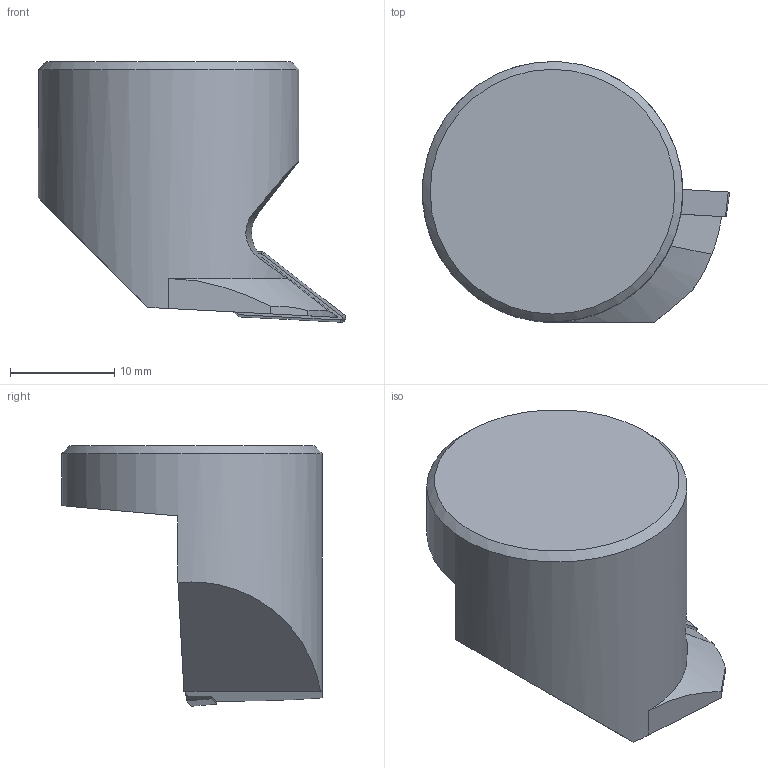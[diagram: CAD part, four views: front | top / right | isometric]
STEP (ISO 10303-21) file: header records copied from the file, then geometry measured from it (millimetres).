
FILE_DESCRIPTION(/* description */ (''),/* implementation_level */ '2;1');
FILE_NAME(/* name */ '1535711960950.stp',/* time_stamp */ '2018-08-31T16:09:37+06:00',/* author */ (''),/* organization */ ('SMS'),/* preprocessor_version */ 'ST-DEVELOPER v15',/* originating_system */ 'SIEMENS PLM Software NX 8.5',/* authorisation */ '');
FILE_SCHEMA (('AUTOMOTIVE_DESIGN { 1 0 10303 214 3 1 1 1 }'));
Length unit declared in the file: millimetre
Products named in the file (4): ASSEMBLY_CONSTRUCTION; IsoTurningInsert; 201817972mod000_00; 201817970mod000_00
Assembly tree (3 placements, depth 2):
  201817970mod000_00
    201817972mod000_00
    IsoTurningInsert
    ASSEMBLY_CONSTRUCTION
Bounding box: 29.5 x 24.99 x 25 mm (x, y, z)
Volume: 7074.4 mm3; surface area: 2837.4 mm2
Topology: 2 solids, 3 shells, 39 faces, 97 edges, 70 vertices
Faces by surface type: plane 20, cone 10, cylinder 5, torus 4
Full cylindrical faces by diameter (mm): 2.8 x2, 25 x1
Entity records: 1296 total; most frequent: CARTESIAN_POINT 252, DIRECTION 211, ORIENTED_EDGE 158, AXIS2_PLACEMENT_3D 87, EDGE_CURVE 79, VERTEX_POINT 58, EDGE_LOOP 52, ADVANCED_FACE 39
